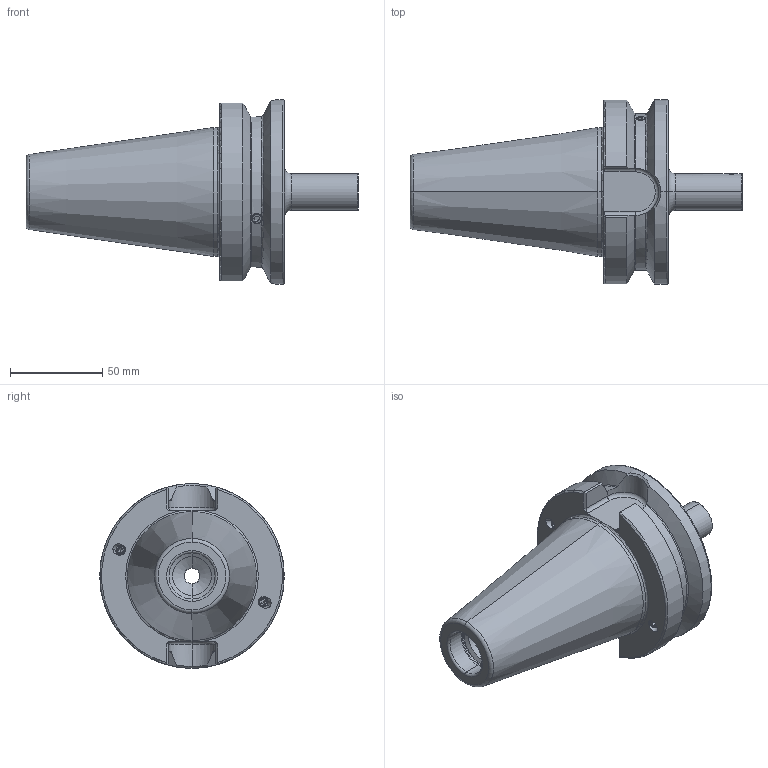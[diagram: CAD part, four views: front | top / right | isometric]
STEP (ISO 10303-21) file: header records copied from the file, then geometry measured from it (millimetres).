
FILE_DESCRIPTION (( 'STEP AP203' ), '1' );
FILE_NAME ('102.512.202.STEP', '2018-03-12T08:28:10', ( 'SWIAdmin' ), ( 'Hewlett-Packard Company' ), 'SwSTEP 2.0', 'SolidWorks 2017', '' );
FILE_SCHEMA (( 'CONFIG_CONTROL_DESIGN' ));
Length unit declared in the file: millimetre
Products named in the file (5): ISO 4026 - M6 x 5_PreviewCfg; ISO 4026 - M5 x 5_PreviewCfg; 102.512.202; BB5-MB1.K01.078_B; MB1-ER1.001.006_A
Assembly tree (6 placements, depth 2):
  102.512.202
    BB5-MB1.K01.078_B
    MB1-ER1.001.006_A
    ISO 4026 - M6 x 5_PreviewCfg  x2
    ISO 4026 - M5 x 5_PreviewCfg  x2
Bounding box: 179.8 x 100 x 100 mm (x, y, z)
Volume: 474052.5 mm3; surface area: 56485.1 mm2
Topology: 6 solids, 6 shells, 235 faces, 554 edges, 337 vertices
Faces by surface type: plane 77, cylinder 70, cone 59, torus 27, bspline 2
Entity records: 7250 total; most frequent: CARTESIAN_POINT 2004, DIRECTION 987, ORIENTED_EDGE 976, EDGE_CURVE 488, AXIS2_PLACEMENT_3D 392, VERTEX_POINT 297, EDGE_LOOP 223, ADVANCED_FACE 205
